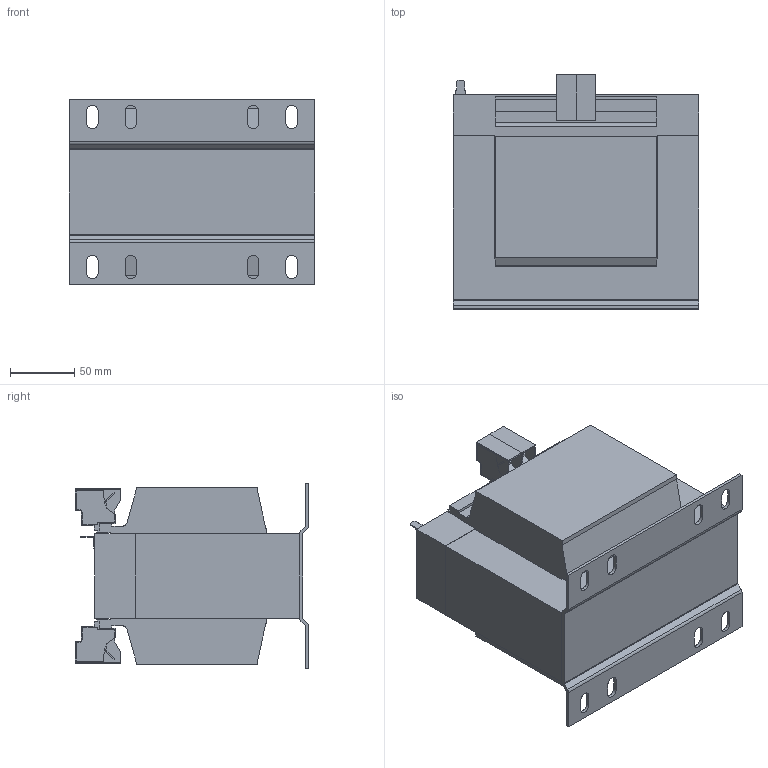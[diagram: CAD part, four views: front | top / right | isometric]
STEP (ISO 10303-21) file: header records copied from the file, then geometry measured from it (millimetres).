
FILE_DESCRIPTION (( 'STEP AP214' ), '1' );
FILE_NAME ('189500.STEP', '2023-08-15T09:13:41', ( '' ), ( '' ), 'SwSTEP 2.0', 'SolidWorks 2018', '' );
FILE_SCHEMA (( 'AUTOMOTIVE_DESIGN' ));
Length unit declared in the file: millimetre
Products named in the file (1): 189500
Bounding box: 192 x 182.62 x 145 mm (x, y, z)
Volume: 3086417.5 mm3; surface area: 244516.1 mm2
Topology: 1 solids, 1 shells, 316 faces, 978 edges, 664 vertices
Faces by surface type: plane 258, cylinder 58
Entity records: 10912 total; most frequent: CARTESIAN_POINT 1959, ORIENTED_EDGE 1956, DIRECTION 1728, EDGE_CURVE 978, LINE 862, VECTOR 862, VERTEX_POINT 664, AXIS2_PLACEMENT_3D 433
